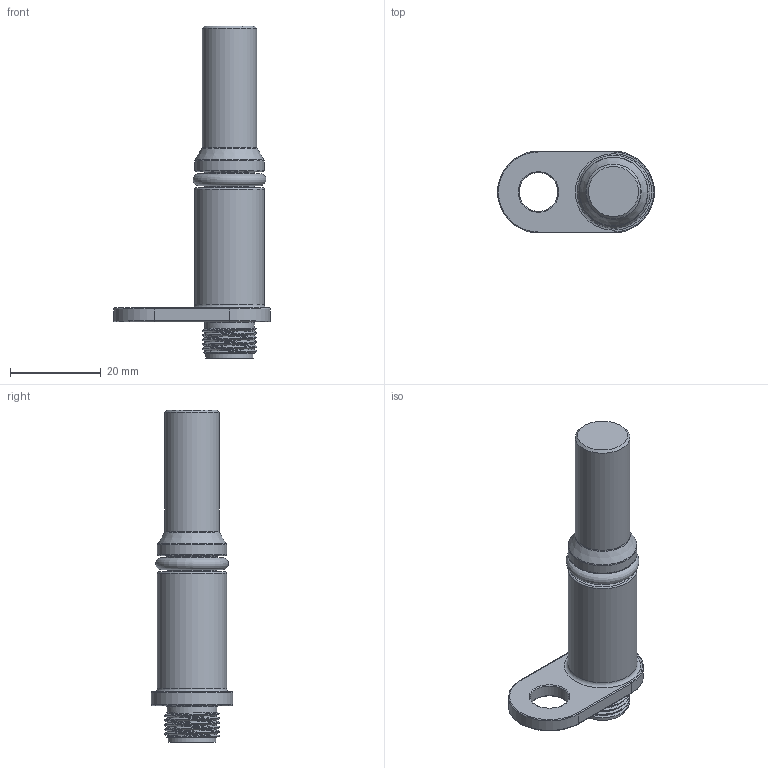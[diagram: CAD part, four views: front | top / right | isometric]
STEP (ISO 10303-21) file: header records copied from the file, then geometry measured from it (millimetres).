
FILE_DESCRIPTION(/* description */ (''),/* implementation_level */ '2;1');
FILE_NAME(/* name */ 'HS1262成品图.stp',/* time_stamp */ '2025-12-26T16:42:09+08:00',/* author */ (''),/* organization */ (''),/* preprocessor_version */ 'ST-DEVELOPER v16.7',/* originating_system */ 'SIEMENS PLM Software NX 12.0',/* authorisation */ '');
FILE_SCHEMA (('AP203_CONFIGURATION_CONTROLLED_3D_DESIGN_OF_MECHANICAL_PARTS_AND_ASSEMBLIES_MIM_LF { 1 0 10303 403 2 1 2}'));
Length unit declared in the file: millimetre
Products named in the file (1): Dell7B48AAB3r9pw
Bounding box: 34.5 x 18 x 73 mm (x, y, z)
Volume: 11040.5 mm3; surface area: 5173.2 mm2
Topology: 2 solids, 2 shells, 139 faces, 360 edges, 233 vertices
Faces by surface type: plane 48, extrusion 41, cylinder 26, torus 12, cone 5, sphere 4, bspline 3
Full cylindrical faces by diameter (mm): 1 x4, 8.3 x1, 8.5 x1, 10.5 x1, 10.9 x1, 11 x5, 12 x1, 15.2 x2
Entity records: 11002 total; most frequent: CARTESIAN_POINT 7214, ORIENTED_EDGE 604, DIRECTION 418, EDGE_CURVE 302, VERTEX_POINT 210, B_SPLINE_CURVE_WITH_KNOTS 209, EDGE_LOOP 173, AXIS2_PLACEMENT_3D 152
